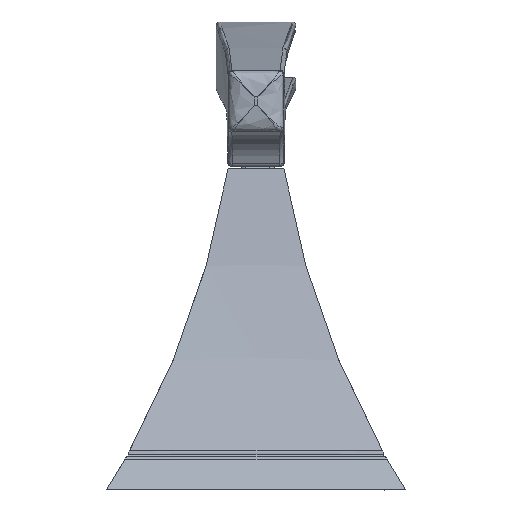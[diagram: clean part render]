
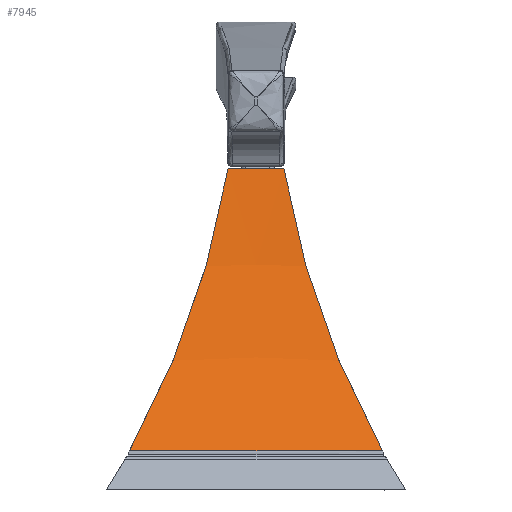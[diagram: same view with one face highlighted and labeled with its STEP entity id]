
A CAD part, left-side view. The second image highlights one B-rep face of the part: STEP entity #7945.
In plain terms, the highlighted free-form (B-spline) face has degree [3, 3] with [6, 5] control points.
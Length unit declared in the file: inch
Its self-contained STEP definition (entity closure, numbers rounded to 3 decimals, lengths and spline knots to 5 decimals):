
#5610=CARTESIAN_POINT('',(-3.51475,0.21475,2.47));
#5611=CARTESIAN_POINT('',(-3.55695,0.25695,
2.22182));
#5612=CARTESIAN_POINT('',(-3.66782,0.36783,
1.72962));
#5613=CARTESIAN_POINT('',(-3.91898,0.61898,
1.00152));
#5614=CARTESIAN_POINT('',(-4.14344,0.84344,
0.53433));
#5615=CARTESIAN_POINT('',(-4.27232,0.97232,
0.30191));
#5804=CARTESIAN_POINT('',(-4.27232,0.97232,
0.30191));
#5805=CARTESIAN_POINT('',(-4.27243,0.82481,
0.30191));
#5806=CARTESIAN_POINT('',(-4.27261,0.52398,
0.30192));
#5807=CARTESIAN_POINT('',(-4.27275,0.0606,
0.30192));
#5808=CARTESIAN_POINT('',(-4.27266,-0.43063,
0.30192));
#5809=CARTESIAN_POINT('',(-4.27245,-0.78747,
0.30191));
#5810=CARTESIAN_POINT('',(-4.27232,-0.97232,
0.30191));
#5812=DIRECTION('',(0.,1.,0.));
#5813=VECTOR('',#5812,0.4295);
#5814=CARTESIAN_POINT('',(-3.51475,-0.21475,2.47));
#5815=LINE('',#5814,#5813);
#5816=CARTESIAN_POINT('',(-3.51475,-0.21475,2.47));
#5817=CARTESIAN_POINT('',(-3.55695,-0.25695,
2.22182));
#5818=CARTESIAN_POINT('',(-3.66782,-0.36782,
1.72962));
#5819=CARTESIAN_POINT('',(-3.91898,-0.61898,
1.00152));
#5820=CARTESIAN_POINT('',(-4.14344,-0.84344,
0.53433));
#5821=CARTESIAN_POINT('',(-4.27232,-0.97232,
0.30191));
#7287=CARTESIAN_POINT('',(-3.51475,0.21475,2.47));
#7289=VERTEX_POINT('',#7287);
#7291=CARTESIAN_POINT('',(-3.51475,-0.21475,2.47));
#7292=VERTEX_POINT('',#7291);
#7303=VERTEX_POINT('',#5804);
#7304=VERTEX_POINT('',#5810);
#7907=CARTESIAN_POINT('',(-3.51034,0.21455,
2.49622));
#7908=CARTESIAN_POINT('',(-3.51036,0.14304,
2.49622));
#7909=CARTESIAN_POINT('',(-3.51038,0.,
2.49622));
#7910=CARTESIAN_POINT('',(-3.51036,-0.14304,
2.49622));
#7911=CARTESIAN_POINT('',(-3.51034,-0.21455,
2.49622));
#7912=CARTESIAN_POINT('',(-3.55307,0.25812,
2.23915));
#7913=CARTESIAN_POINT('',(-3.55292,0.17205,
2.23915));
#7914=CARTESIAN_POINT('',(-3.55272,0.,
2.23915));
#7915=CARTESIAN_POINT('',(-3.55292,-0.17205,
2.23915));
#7916=CARTESIAN_POINT('',(-3.55307,-0.25812,
2.23915));
#7917=CARTESIAN_POINT('',(-3.66495,0.37223,
1.73801));
#7918=CARTESIAN_POINT('',(-3.6646,0.24808,
1.73801));
#7919=CARTESIAN_POINT('',(-3.66414,0.,
1.73801));
#7920=CARTESIAN_POINT('',(-3.6646,-0.24808,
1.73801));
#7921=CARTESIAN_POINT('',(-3.66495,-0.37223,
1.73801));
#7922=CARTESIAN_POINT('',(-3.95981,0.673,
0.88315));
#7923=CARTESIAN_POINT('',(-3.95984,0.44868,
0.88315));
#7924=CARTESIAN_POINT('',(-3.95987,0.,
0.88314));
#7925=CARTESIAN_POINT('',(-3.95984,-0.44867,
0.88314));
#7926=CARTESIAN_POINT('',(-3.95981,-0.673,
0.88314));
#7927=CARTESIAN_POINT('',(-4.25514,0.97426,
0.30983));
#7928=CARTESIAN_POINT('',(-4.25564,0.64962,
0.30983));
#7929=CARTESIAN_POINT('',(-4.2563,0.,
0.30983));
#7930=CARTESIAN_POINT('',(-4.25564,-0.64962,
0.30983));
#7931=CARTESIAN_POINT('',(-4.25514,-0.97426,
0.30983));
#7932=CARTESIAN_POINT('',(-4.46329,1.18654,
-0.02122));
#7933=CARTESIAN_POINT('',(-4.46325,0.79102,
-0.02122));
#7934=CARTESIAN_POINT('',(-4.46321,0.,
-0.02122));
#7935=CARTESIAN_POINT('',(-4.46325,-0.79102,
-0.02122));
#7936=CARTESIAN_POINT('',(-4.46329,-1.18654,
-0.02122));
#7937=B_SPLINE_SURFACE_WITH_KNOTS('',3,3,((#7907,#7908,#7909,#7910,#7911),
(#7912,#7913,#7914,#7915,#7916),(#7917,#7918,#7919,#7920,#7921),(#7922,#7923,
#7924,#7925,#7926),(#7927,#7928,#7929,#7930,#7931),(#7932,#7933,#7934,#7935,
#7936)),.UNSPECIFIED.,.F.,.F.,.F.,(4,1,1,4),(4,1,4),(-0.01,
0.2842,0.56839,1.00941),(0.1225,0.25,
0.3775),.UNSPECIFIED.);
#7938=ORIENTED_EDGE('',*,*,#7575,.F.);
#7939=ORIENTED_EDGE('',*,*,#7459,.F.);
#7941=ORIENTED_EDGE('',*,*,#7940,.F.);
#7942=ORIENTED_EDGE('',*,*,#7852,.T.);
#7943=EDGE_LOOP('',(#7938,#7939,#7941,#7942));
#7944=FACE_OUTER_BOUND('',#7943,.F.);
#7945=ADVANCED_FACE('',(#7944),#7937,.T.);
#5616=B_SPLINE_CURVE_WITH_KNOTS('',3,(#5610,#5611,#5612,#5613,#5614,#5615),
.UNSPECIFIED.,.F.,.F.,(4,1,1,4),(0.,0.32732,0.65464,1.),
.UNSPECIFIED.);
#5811=B_SPLINE_CURVE_WITH_KNOTS('',3,(#5804,#5805,#5806,#5807,#5808,#5809,
#5810),.UNSPECIFIED.,.F.,.F.,(4,1,1,1,4),(0.,0.25,0.5,0.75,1.),
.UNSPECIFIED.);
#5822=B_SPLINE_CURVE_WITH_KNOTS('',3,(#5816,#5817,#5818,#5819,#5820,#5821),
.UNSPECIFIED.,.F.,.F.,(4,1,1,4),(0.,0.32732,0.65464,1.),
.UNSPECIFIED.);
#7459=EDGE_CURVE('',#7289,#7303,#5616,.T.);
#7575=EDGE_CURVE('',#7303,#7304,#5811,.T.);
#7852=EDGE_CURVE('',#7292,#7304,#5822,.T.);
#7940=EDGE_CURVE('',#7292,#7289,#5815,.T.);
